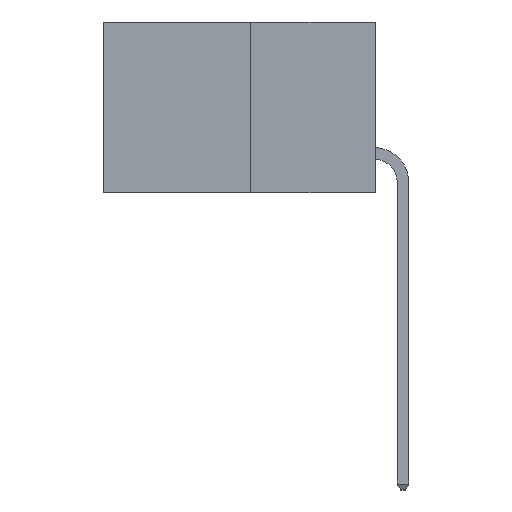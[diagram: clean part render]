
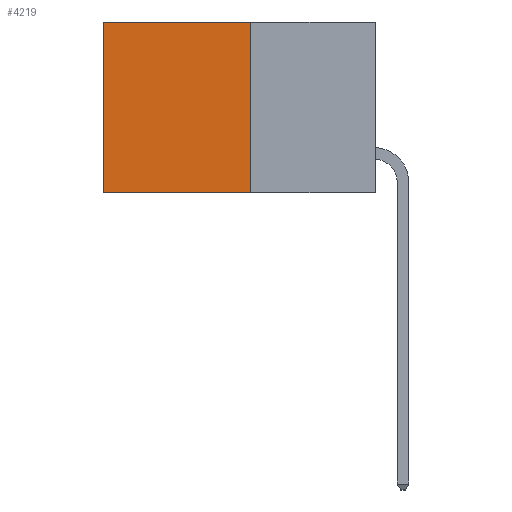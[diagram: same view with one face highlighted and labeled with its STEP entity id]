
A CAD part, left-side view. The second image highlights one B-rep face of the part: STEP entity #4219.
In plain terms, the highlighted planar face has unit normal (-1, 0, 0).
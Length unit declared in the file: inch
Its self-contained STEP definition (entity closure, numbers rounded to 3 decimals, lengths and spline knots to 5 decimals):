
#218 = LINE ( 'NONE', #3115, #994 ) ;
#994 = VECTOR ( 'NONE', #3095, 39.37008 ) ;
#1208 = EDGE_CURVE ( 'NONE', #3256, #8099, #12015, .T. ) ;
#1280 = AXIS2_PLACEMENT_3D ( 'NONE', #7191, #9674, #2191 ) ;
#1315 = CARTESIAN_POINT ( 'NONE',  ( 0.277, 0.27, 0. ) ) ;
#1385 = EDGE_CURVE ( 'NONE', #9952, #4124, #9813, .T. ) ;
#1434 = EDGE_LOOP ( 'NONE', ( #7977, #1873, #14389, #13311 ) ) ;
#1592 = EDGE_CURVE ( 'NONE', #3256, #9952, #218, .T. ) ;
#1873 = ORIENTED_EDGE ( 'NONE', *, *, #2434, .F. ) ;
#2191 = DIRECTION ( 'NONE',  ( 0., 0., -1. ) ) ;
#2434 = EDGE_CURVE ( 'NONE', #8099, #4124, #2593, .T. ) ;
#2593 = LINE ( 'NONE', #8794, #15064 ) ;
#3095 = DIRECTION ( 'NONE',  ( 0., 1., 0. ) ) ;
#3115 = CARTESIAN_POINT ( 'NONE',  ( 0.277, 0.27, 0. ) ) ;
#3256 = VERTEX_POINT ( 'NONE', #1315 ) ;
#4124 = VERTEX_POINT ( 'NONE', #9465 ) ;
#4219 = ADVANCED_FACE ( 'NONE', ( #5910 ), #8429, .F. ) ;
#5597 = VECTOR ( 'NONE', #13119, 39.37008 ) ;
#5910 = FACE_OUTER_BOUND ( 'NONE', #1434, .T. ) ;
#7191 = CARTESIAN_POINT ( 'NONE',  ( 0.277, 0.27, -0.37 ) ) ;
#7977 = ORIENTED_EDGE ( 'NONE', *, *, #1385, .T. ) ;
#8099 = VERTEX_POINT ( 'NONE', #10839 ) ;
#8429 = PLANE ( 'NONE',  #1280 ) ;
#8794 = CARTESIAN_POINT ( 'NONE',  ( 0.277, 0.27, -0.37 ) ) ;
#8853 = DIRECTION ( 'NONE',  ( 0., 1., 0. ) ) ;
#9465 = CARTESIAN_POINT ( 'NONE',  ( 0.277, 0.59, -0.37 ) ) ;
#9674 = DIRECTION ( 'NONE',  ( 1., 0., 0. ) ) ;
#9813 = LINE ( 'NONE', #9962, #15604 ) ;
#9891 = DIRECTION ( 'NONE',  ( 0., 0., -1. ) ) ;
#9952 = VERTEX_POINT ( 'NONE', #14195 ) ;
#9962 = CARTESIAN_POINT ( 'NONE',  ( 0.277, 0.59, -0.37 ) ) ;
#10839 = CARTESIAN_POINT ( 'NONE',  ( 0.277, 0.27, -0.37 ) ) ;
#12015 = LINE ( 'NONE', #15074, #5597 ) ;
#13119 = DIRECTION ( 'NONE',  ( 0., 0., -1. ) ) ;
#13311 = ORIENTED_EDGE ( 'NONE', *, *, #1592, .T. ) ;
#14195 = CARTESIAN_POINT ( 'NONE',  ( 0.277, 0.59, 0. ) ) ;
#14389 = ORIENTED_EDGE ( 'NONE', *, *, #1208, .F. ) ;
#15064 = VECTOR ( 'NONE', #8853, 39.37008 ) ;
#15074 = CARTESIAN_POINT ( 'NONE',  ( 0.277, 0.27, -0.37 ) ) ;
#15604 = VECTOR ( 'NONE', #9891, 39.37008 ) ;
